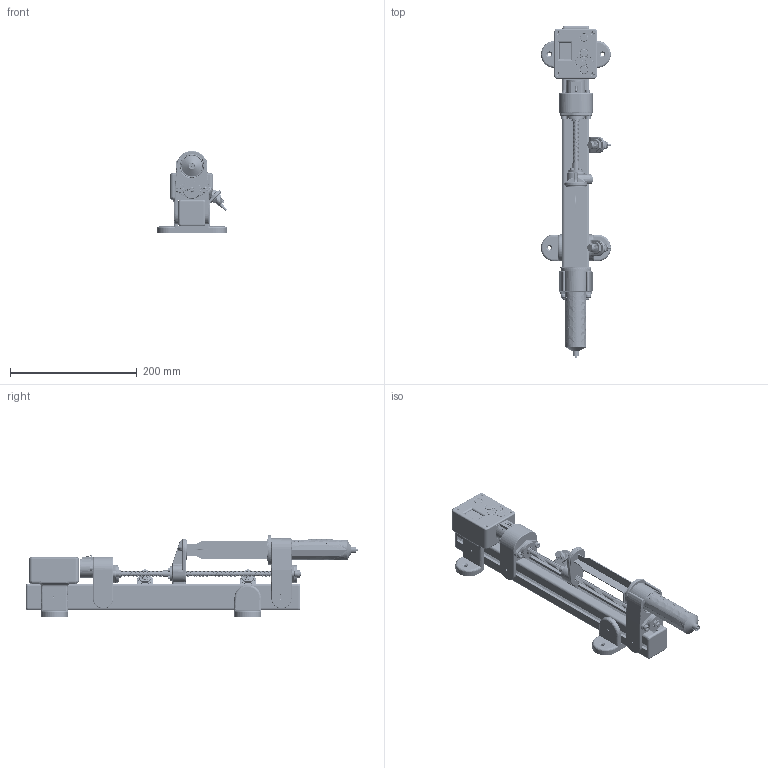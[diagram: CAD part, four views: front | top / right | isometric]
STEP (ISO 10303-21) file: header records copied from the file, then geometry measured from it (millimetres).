
FILE_DESCRIPTION(('FreeCAD Model'),'2;1');
FILE_NAME('Open CASCADE Shape Model','2025-04-30T22:59:12',('FreeCAD'),( 'FreeCAD'),'Open CASCADE STEP processor 7.6','FreeCAD','Unknown');
FILE_SCHEMA(('AUTOMOTIVE_DESIGN { 1 0 10303 214 1 1 1 1 }'));
Products named in the file (1): Open CASCADE STEP translator 7.6 1
Bounding box: 110.89 x 524.88 x 130.14 mm (x, y, z)
Volume: 823130.7 mm3; surface area: 520252.2 mm2
Topology: 390 solids, 390 shells, 12972 faces, 32466 edges, 20741 vertices
Faces by surface type: bspline 12972
Entity records: 559366 total; most frequent: CARTESIAN_POINT 366852, ORIENTED_EDGE 64888, EDGE_CURVE 32444, B_SPLINE_CURVE_WITH_KNOTS 25126, VERTEX_POINT 20741, FACE_BOUND 14027, EDGE_LOOP 14027, ADVANCED_FACE 12972
